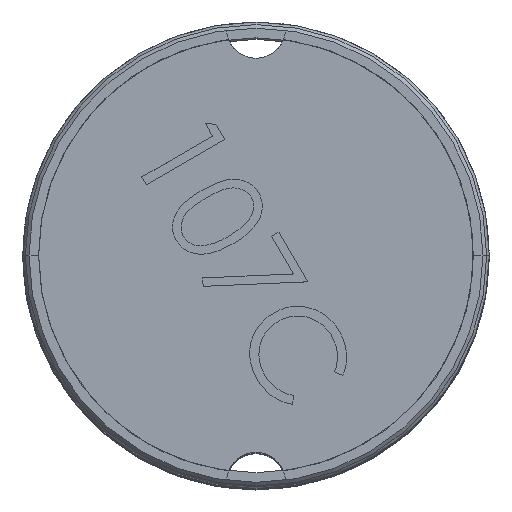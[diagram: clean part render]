
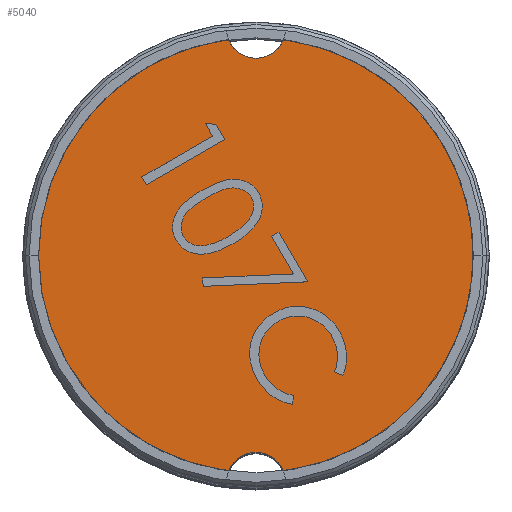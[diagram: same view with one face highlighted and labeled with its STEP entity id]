
A CAD part, top view. The second image highlights one B-rep face of the part: STEP entity #5040.
In plain terms, the highlighted planar face has unit normal (0, 0, 1).
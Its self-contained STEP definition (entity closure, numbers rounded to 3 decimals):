
#126 = CARTESIAN_POINT ( 'NONE',  ( 399.888, -393.057, -192.932 ) ) ;
#183 = CARTESIAN_POINT ( 'NONE',  ( 399.888, -393.057, -192.932 ) ) ;
#193 = DIRECTION ( 'NONE',  ( 1., 0., 0. ) ) ;
#407 = DIRECTION ( 'NONE',  ( 1., 0., 0. ) ) ;
#449 = CARTESIAN_POINT ( 'NONE',  ( 399.888, -393.057, -192.932 ) ) ;
#452 = VERTEX_POINT ( 'NONE', #1699 ) ;
#652 = VERTEX_POINT ( 'NONE', #1691 ) ;
#876 = DIRECTION ( 'NONE',  ( 0., 0., 1. ) ) ;
#1099 = DIRECTION ( 'NONE',  ( 0., 0., -1. ) ) ;
#1116 = PLANE ( 'NONE',  #1836 ) ;
#1524 = EDGE_CURVE ( 'NONE', #652, #452, #5071, .T. ) ;
#1552 = CARTESIAN_POINT ( 'NONE',  ( 399.888, -390.657, -192.932 ) ) ;
#1685 = DIRECTION ( 'NONE',  ( 1., 0., 0. ) ) ;
#1691 = CARTESIAN_POINT ( 'NONE',  ( 399.283, -397.819, -192.932 ) ) ;
#1699 = CARTESIAN_POINT ( 'NONE',  ( 395.088, -393.057, -192.932 ) ) ;
#1760 = CARTESIAN_POINT ( 'NONE',  ( 399.888, -388.057, -192.932 ) ) ;
#1836 = AXIS2_PLACEMENT_3D ( 'NONE', #1552, #876, #193 ) ;
#1910 = VERTEX_POINT ( 'NONE', #4060 ) ;
#1996 = EDGE_LOOP ( 'NONE', ( #4104, #5133, #4893, #4263, #4667 ) ) ;
#2362 = DIRECTION ( 'NONE',  ( 0., 0., -1. ) ) ;
#2533 = AXIS2_PLACEMENT_3D ( 'NONE', #183, #4096, #3402 ) ;
#2935 = CIRCLE ( 'NONE', #3126, 0.65 ) ;
#2979 = EDGE_CURVE ( 'NONE', #452, #4314, #3426, .T. ) ;
#3040 = CARTESIAN_POINT ( 'NONE',  ( 399.888, -398.057, -192.932 ) ) ;
#3126 = AXIS2_PLACEMENT_3D ( 'NONE', #1760, #1099, #407 ) ;
#3184 = AXIS2_PLACEMENT_3D ( 'NONE', #449, #6232, #5619 ) ;
#3243 = EDGE_CURVE ( 'NONE', #652, #3909, #3946, .T. ) ;
#3374 = FACE_OUTER_BOUND ( 'NONE', #1996, .T. ) ;
#3402 = DIRECTION ( 'NONE',  ( -1., 0., 0. ) ) ;
#3426 = CIRCLE ( 'NONE', #2533, 4.8 ) ;
#3615 = EDGE_CURVE ( 'NONE', #1910, #4314, #2935, .T. ) ;
#3909 = VERTEX_POINT ( 'NONE', #6009 ) ;
#3946 = CIRCLE ( 'NONE', #5216, 0.65 ) ;
#4060 = CARTESIAN_POINT ( 'NONE',  ( 400.493, -388.295, -192.932 ) ) ;
#4096 = DIRECTION ( 'NONE',  ( 0., 0., -1. ) ) ;
#4104 = ORIENTED_EDGE ( 'NONE', *, *, #3243, .T. ) ;
#4263 = ORIENTED_EDGE ( 'NONE', *, *, #2979, .F. ) ;
#4290 = EDGE_CURVE ( 'NONE', #1910, #3909, #5914, .T. ) ;
#4314 = VERTEX_POINT ( 'NONE', #6414 ) ;
#4667 = ORIENTED_EDGE ( 'NONE', *, *, #1524, .F. ) ;
#4893 = ORIENTED_EDGE ( 'NONE', *, *, #3615, .T. ) ;
#5040 = ADVANCED_FACE ( 'NONE', ( #3374 ), #1116, .T. ) ;
#5071 = CIRCLE ( 'NONE', #5108, 4.8 ) ;
#5108 = AXIS2_PLACEMENT_3D ( 'NONE', #126, #5927, #5318 ) ;
#5133 = ORIENTED_EDGE ( 'NONE', *, *, #4290, .F. ) ;
#5216 = AXIS2_PLACEMENT_3D ( 'NONE', #3040, #2362, #1685 ) ;
#5318 = DIRECTION ( 'NONE',  ( -1., 0., 0. ) ) ;
#5619 = DIRECTION ( 'NONE',  ( -1., 0., 0. ) ) ;
#5914 = CIRCLE ( 'NONE', #3184, 4.8 ) ;
#5927 = DIRECTION ( 'NONE',  ( 0., 0., -1. ) ) ;
#6009 = CARTESIAN_POINT ( 'NONE',  ( 400.493, -397.819, -192.932 ) ) ;
#6232 = DIRECTION ( 'NONE',  ( 0., 0., -1. ) ) ;
#6414 = CARTESIAN_POINT ( 'NONE',  ( 399.283, -388.295, -192.932 ) ) ;
